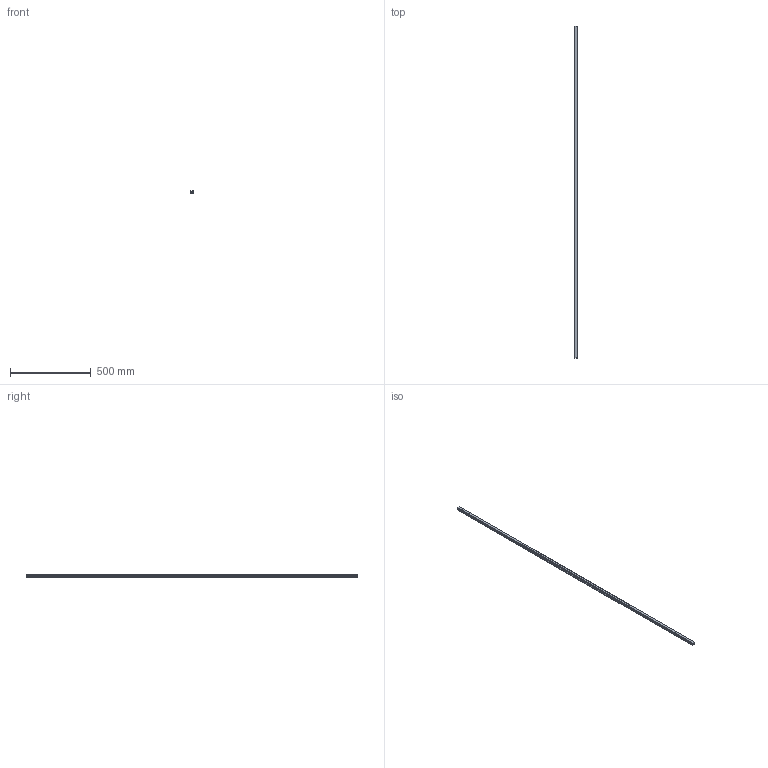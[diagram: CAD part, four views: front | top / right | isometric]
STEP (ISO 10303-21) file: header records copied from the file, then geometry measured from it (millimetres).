
FILE_DESCRIPTION(('STEP AP214'),'1');
FILE_NAME('cctmp_C3773535-DDEA-44A1-81F1-1E1DFBBF8A41_2021_01_22_14_03_43_0806..stp','2021-01-22T13:03:43',('HIWIN GmbH'),('CADClick - www.CADClick.com'),'Spatial InterOp 3D',' ','unknown authorization');
FILE_SCHEMA(('AUTOMOTIVE_DESIGN'));
Length unit declared in the file: millimetre
Products named in the file (1): HGR20T2050C_FILE
Bounding box: 20 x 2050 x 17.5 mm (x, y, z)
Volume: 605509 mm3; surface area: 163543 mm2
Topology: 1 solids, 1 shells, 243 faces, 643 edges, 372 vertices
Faces by surface type: cylinder 90, plane 85, cone 68
Entity records: 8945 total; most frequent: DIRECTION 1243, CARTESIAN_POINT 1191, ORIENTED_EDGE 1150, EDGE_CURVE 575, AXIS2_PLACEMENT_3D 424, LINE 395, VECTOR 395, VERTEX_POINT 372
